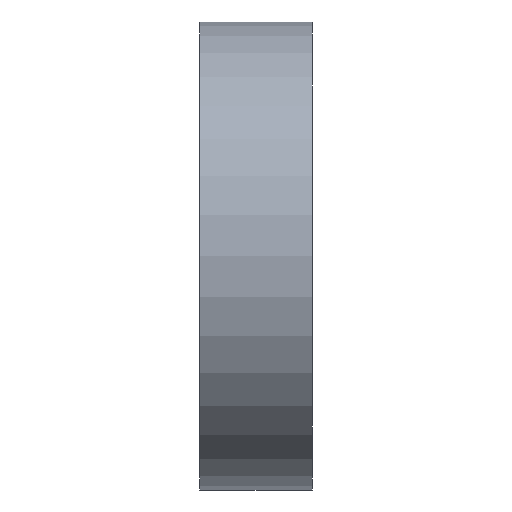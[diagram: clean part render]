
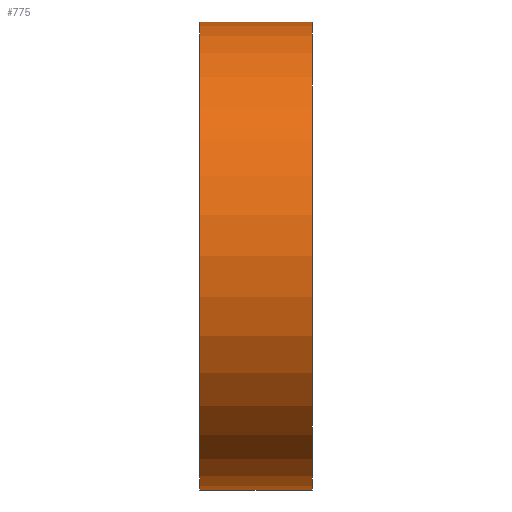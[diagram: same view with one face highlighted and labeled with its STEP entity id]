
A CAD part, left-side view. The second image highlights one B-rep face of the part: STEP entity #775.
In plain terms, the highlighted cylindrical face has radius 15.875 mm (diameter 31.75 mm), a partial arc.
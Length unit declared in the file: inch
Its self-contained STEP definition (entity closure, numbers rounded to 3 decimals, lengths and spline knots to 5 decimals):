
#1 = DIRECTION ( 'NONE',  ( 0., -1., 0. ) ) ;
#28 = CARTESIAN_POINT ( 'NONE',  ( 0., 0., -0.625 ) ) ;
#68 = CARTESIAN_POINT ( 'NONE',  ( 0., 0.3, 0.625 ) ) ;
#93 = EDGE_CURVE ( 'NONE', #154, #713, #848, .T. ) ;
#97 = ORIENTED_EDGE ( 'NONE', *, *, #831, .T. ) ;
#100 = DIRECTION ( 'NONE',  ( 0., 0., -1. ) ) ;
#117 = VECTOR ( 'NONE', #1, 39.37008 ) ;
#154 = VERTEX_POINT ( 'NONE', #28 ) ;
#212 = CIRCLE ( 'NONE', #814, 0.625 ) ;
#240 = CYLINDRICAL_SURFACE ( 'NONE', #709, 0.625 ) ;
#249 = CARTESIAN_POINT ( 'NONE',  ( 0., 0.3, 0.625 ) ) ;
#254 = DIRECTION ( 'NONE',  ( 0., 1., 0. ) ) ;
#265 = EDGE_CURVE ( 'NONE', #484, #322, #212, .T. ) ;
#293 = ORIENTED_EDGE ( 'NONE', *, *, #614, .F. ) ;
#302 = ORIENTED_EDGE ( 'NONE', *, *, #93, .T. ) ;
#322 = VERTEX_POINT ( 'NONE', #249 ) ;
#360 = LINE ( 'NONE', #68, #117 ) ;
#385 = DIRECTION ( 'NONE',  ( 0., 1., 0. ) ) ;
#389 = EDGE_LOOP ( 'NONE', ( #293, #865, #97, #302 ) ) ;
#391 = DIRECTION ( 'NONE',  ( 0., 0., 1. ) ) ;
#394 = DIRECTION ( 'NONE',  ( 0., 0., 1. ) ) ;
#456 = CARTESIAN_POINT ( 'NONE',  ( 0., 0., 0. ) ) ;
#473 = VECTOR ( 'NONE', #727, 39.37008 ) ;
#481 = CARTESIAN_POINT ( 'NONE',  ( 0., 0., 0.625 ) ) ;
#484 = VERTEX_POINT ( 'NONE', #887 ) ;
#523 = FACE_OUTER_BOUND ( 'NONE', #389, .T. ) ;
#614 = EDGE_CURVE ( 'NONE', #322, #713, #360, .T. ) ;
#662 = LINE ( 'NONE', #666, #473 ) ;
#666 = CARTESIAN_POINT ( 'NONE',  ( 0., 0.3, -0.625 ) ) ;
#709 = AXIS2_PLACEMENT_3D ( 'NONE', #739, #791, #100 ) ;
#713 = VERTEX_POINT ( 'NONE', #481 ) ;
#727 = DIRECTION ( 'NONE',  ( 0., -1., 0. ) ) ;
#739 = CARTESIAN_POINT ( 'NONE',  ( 0., 0.3, 0. ) ) ;
#775 = ADVANCED_FACE ( 'NONE', ( #523 ), #240, .T. ) ;
#791 = DIRECTION ( 'NONE',  ( 0., -1., 0. ) ) ;
#792 = AXIS2_PLACEMENT_3D ( 'NONE', #456, #385, #391 ) ;
#814 = AXIS2_PLACEMENT_3D ( 'NONE', #872, #254, #394 ) ;
#831 = EDGE_CURVE ( 'NONE', #484, #154, #662, .T. ) ;
#848 = CIRCLE ( 'NONE', #792, 0.625 ) ;
#865 = ORIENTED_EDGE ( 'NONE', *, *, #265, .F. ) ;
#872 = CARTESIAN_POINT ( 'NONE',  ( 0., 0.3, 0. ) ) ;
#887 = CARTESIAN_POINT ( 'NONE',  ( 0., 0.3, -0.625 ) ) ;
